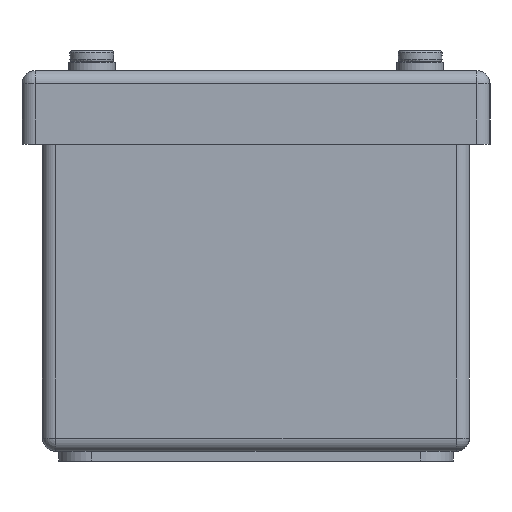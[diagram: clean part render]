
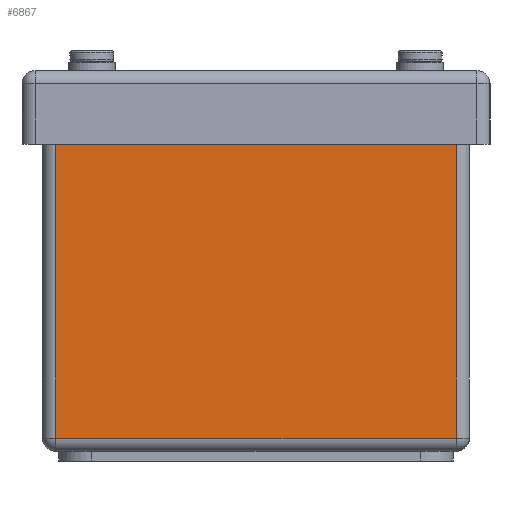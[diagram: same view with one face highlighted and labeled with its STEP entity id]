
A CAD part, left-side view. The second image highlights one B-rep face of the part: STEP entity #6867.
In plain terms, the highlighted planar face has unit normal (-1, 0, 0).
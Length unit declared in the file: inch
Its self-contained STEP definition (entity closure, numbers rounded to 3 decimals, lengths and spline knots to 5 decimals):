
#63 = DIRECTION ( 'NONE',  ( 0., 0., -1. ) ) ;
#124 = LINE ( 'NONE', #1500, #9715 ) ;
#497 = EDGE_CURVE ( 'NONE', #9654, #13637, #5621, .T. ) ;
#875 = VECTOR ( 'NONE', #6468, 39.37008 ) ;
#1063 = ORIENTED_EDGE ( 'NONE', *, *, #5116, .T. ) ;
#1500 = CARTESIAN_POINT ( 'NONE',  ( 0., 0.10033, 0. ) ) ;
#1646 = CARTESIAN_POINT ( 'NONE',  ( 0., 3.15033, 0.1 ) ) ;
#1960 = CARTESIAN_POINT ( 'NONE',  ( 0., 0.10033, 2.65 ) ) ;
#2077 = VECTOR ( 'NONE', #8297, 39.37008 ) ;
#2332 = DIRECTION ( 'NONE',  ( 0., -1., 0. ) ) ;
#3447 = CARTESIAN_POINT ( 'NONE',  ( 0., 0.00033, 0.1 ) ) ;
#3841 = EDGE_CURVE ( 'NONE', #5809, #9654, #124, .T. ) ;
#4131 = ORIENTED_EDGE ( 'NONE', *, *, #12945, .T. ) ;
#5116 = EDGE_CURVE ( 'NONE', #9594, #5809, #13821, .T. ) ;
#5621 = LINE ( 'NONE', #10325, #875 ) ;
#5809 = VERTEX_POINT ( 'NONE', #9372 ) ;
#5941 = CARTESIAN_POINT ( 'NONE',  ( 0., 3.15033, 0. ) ) ;
#6468 = DIRECTION ( 'NONE',  ( 0., 1., 0. ) ) ;
#6867 = ADVANCED_FACE ( 'NONE', ( #10394 ), #11614, .T. ) ;
#7076 = DIRECTION ( 'NONE',  ( -1., 0., 0. ) ) ;
#7403 = DIRECTION ( 'NONE',  ( 0., 0., 1. ) ) ;
#8297 = DIRECTION ( 'NONE',  ( 0., -1., 0. ) ) ;
#9372 = CARTESIAN_POINT ( 'NONE',  ( 0., 0.10033, 0.1 ) ) ;
#9594 = VERTEX_POINT ( 'NONE', #1646 ) ;
#9654 = VERTEX_POINT ( 'NONE', #1960 ) ;
#9715 = VECTOR ( 'NONE', #7403, 39.37008 ) ;
#10325 = CARTESIAN_POINT ( 'NONE',  ( 0., 3.25033, 2.65 ) ) ;
#10394 = FACE_OUTER_BOUND ( 'NONE', #10732, .T. ) ;
#10732 = EDGE_LOOP ( 'NONE', ( #1063, #11928, #14527, #4131 ) ) ;
#11614 = PLANE ( 'NONE',  #14377 ) ;
#11928 = ORIENTED_EDGE ( 'NONE', *, *, #3841, .T. ) ;
#12852 = CARTESIAN_POINT ( 'NONE',  ( 0., 3.25033, 0. ) ) ;
#12945 = EDGE_CURVE ( 'NONE', #13637, #9594, #13938, .T. ) ;
#13637 = VERTEX_POINT ( 'NONE', #14594 ) ;
#13821 = LINE ( 'NONE', #3447, #2077 ) ;
#13938 = LINE ( 'NONE', #5941, #14394 ) ;
#14377 = AXIS2_PLACEMENT_3D ( 'NONE', #12852, #7076, #2332 ) ;
#14394 = VECTOR ( 'NONE', #63, 39.37008 ) ;
#14527 = ORIENTED_EDGE ( 'NONE', *, *, #497, .T. ) ;
#14594 = CARTESIAN_POINT ( 'NONE',  ( 0., 3.15033, 2.65 ) ) ;
